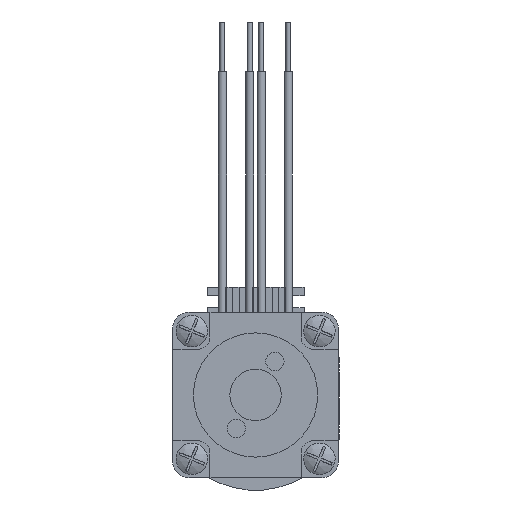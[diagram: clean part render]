
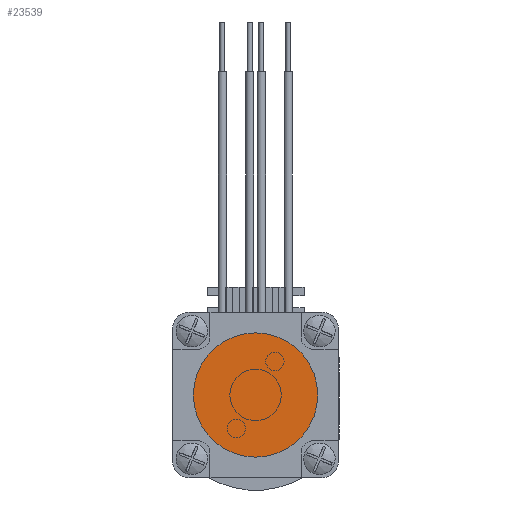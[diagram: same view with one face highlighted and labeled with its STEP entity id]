
A CAD part, left-side view. The second image highlights one B-rep face of the part: STEP entity #23539.
In plain terms, the highlighted face is planar.
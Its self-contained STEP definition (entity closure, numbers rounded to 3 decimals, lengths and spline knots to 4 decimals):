
#2211=FACE_OUTER_BOUND('',#3595,.T.);
#3595=EDGE_LOOP('',(#20929));
#4941=CIRCLE('',#26107,7.5);
#11090=VERTEX_POINT('',#40108);
#14381=EDGE_CURVE('',#11090,#11090,#4941,.T.);
#20929=ORIENTED_EDGE('',*,*,#14381,.T.);
#21669=PLANE('',#26110);
#23539=ADVANCED_FACE('',(#2211),#21669,.T.);
#26107=AXIS2_PLACEMENT_3D('',#40109,#33144,#33145);
#26110=AXIS2_PLACEMENT_3D('',#40113,#33150,#33151);
#33144=DIRECTION('center_axis',(0.,0.,1.));
#33145=DIRECTION('ref_axis',(-1.,0.,0.));
#33150=DIRECTION('center_axis',(0.,0.,1.));
#33151=DIRECTION('ref_axis',(1.,0.,0.));
#40108=CARTESIAN_POINT('',(7.5,0.,0.05));
#40109=CARTESIAN_POINT('Origin',(0.,0.,0.05));
#40113=CARTESIAN_POINT('Origin',(0.,0.,0.05));
